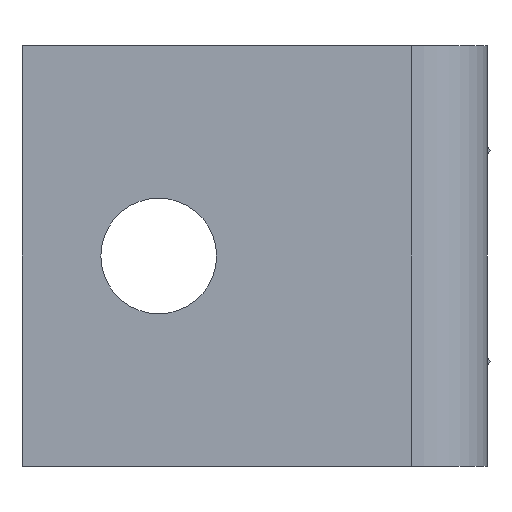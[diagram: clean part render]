
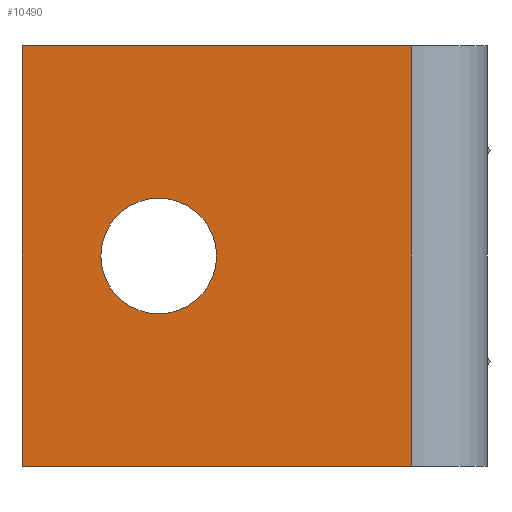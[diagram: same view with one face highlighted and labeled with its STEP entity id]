
A CAD part, front view. The second image highlights one B-rep face of the part: STEP entity #10490.
In plain terms, the highlighted planar face has unit normal (0, -1, 0).
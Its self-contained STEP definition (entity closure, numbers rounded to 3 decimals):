
#9420=CARTESIAN_POINT('',(0.,0.,-40.));
#9430=VERTEX_POINT('',#9420);
#9460=CARTESIAN_POINT('',(0.,0.,-40.));
#9470=DIRECTION('',(1.,0.,0.));
#9480=VECTOR('',#9470,1.);
#9490=LINE('',#9460,#9480);
#9500=CARTESIAN_POINT('',(37.,0.,-40.));
#9510=VERTEX_POINT('',#9500);
#9520=EDGE_CURVE('',#9430,#9510,#9490,.T.);
#10040=CARTESIAN_POINT('',(0.,0.,0.));
#10050=DIRECTION('',(-0.,-1.,-0.));
#10060=DIRECTION('',(-1.,0.,0.));
#10070=AXIS2_PLACEMENT_3D('',#10040,#10050,#10060);
#10080=PLANE('',#10070);
#10090=CARTESIAN_POINT('',(13.,0.,-20.));
#10100=DIRECTION('',(0.,1.,0.));
#10110=DIRECTION('',(1.,0.,0.));
#10120=AXIS2_PLACEMENT_3D('',#10090,#10100,#10110);
#10130=CIRCLE('',#10120,5.5);
#10140=CARTESIAN_POINT('',(18.5,0.,-20.));
#10150=VERTEX_POINT('',#10140);
#10160=CARTESIAN_POINT('',(7.5,0.,-20.));
#10170=VERTEX_POINT('',#10160);
#10180=EDGE_CURVE('',#10150,#10170,#10130,.T.);
#10190=ORIENTED_EDGE('',*,*,#10180,.T.);
#10200=EDGE_CURVE('',#10170,#10150,#10130,.T.);
#10210=ORIENTED_EDGE('',*,*,#10200,.T.);
#10220=EDGE_LOOP('',(#10210,#10190));
#10230=FACE_BOUND('',#10220,.T.);
#10240=CARTESIAN_POINT('',(37.,0.,0.));
#10250=DIRECTION('',(0.,0.,-1.));
#10260=VECTOR('',#10250,1.);
#10270=LINE('',#10240,#10260);
#10280=CARTESIAN_POINT('',(37.,0.,0.));
#10290=VERTEX_POINT('',#10280);
#10300=EDGE_CURVE('',#10290,#9510,#10270,.T.);
#10310=ORIENTED_EDGE('',*,*,#10300,.F.);
#10320=ORIENTED_EDGE('',*,*,#9520,.T.);
#10330=CARTESIAN_POINT('',(0.,0.,0.));
#10340=DIRECTION('',(0.,0.,-1.));
#10350=VECTOR('',#10340,1.);
#10360=LINE('',#10330,#10350);
#10370=CARTESIAN_POINT('',(0.,0.,0.));
#10380=VERTEX_POINT('',#10370);
#10390=EDGE_CURVE('',#10380,#9430,#10360,.T.);
#10400=ORIENTED_EDGE('',*,*,#10390,.T.);
#10410=CARTESIAN_POINT('',(0.,0.,0.));
#10420=DIRECTION('',(1.,0.,0.));
#10430=VECTOR('',#10420,1.);
#10440=LINE('',#10410,#10430);
#10450=EDGE_CURVE('',#10380,#10290,#10440,.T.);
#10460=ORIENTED_EDGE('',*,*,#10450,.F.);
#10470=EDGE_LOOP('',(#10460,#10400,#10320,#10310));
#10480=FACE_OUTER_BOUND('',#10470,.T.);
#10490=ADVANCED_FACE('',(#10230,#10480),#10080,.T.);
